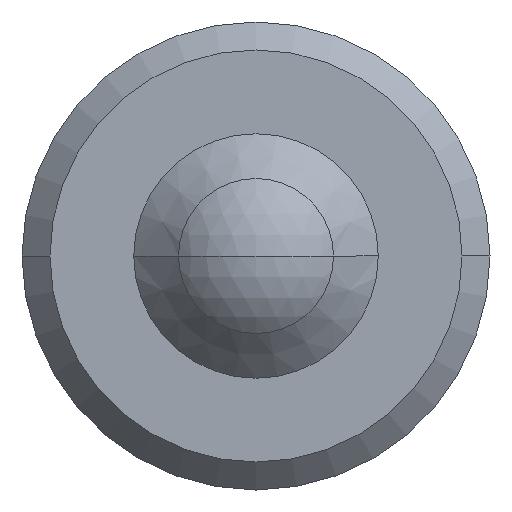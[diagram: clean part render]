
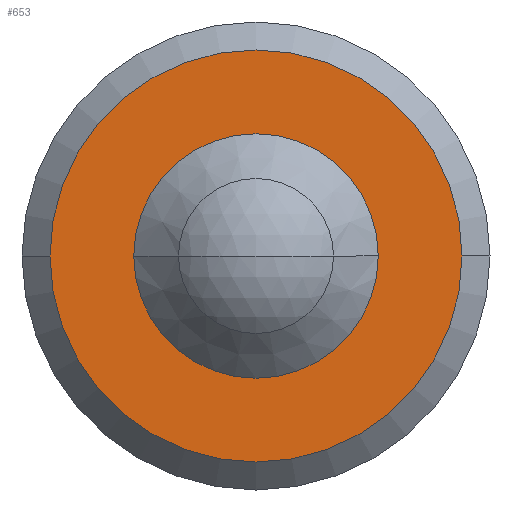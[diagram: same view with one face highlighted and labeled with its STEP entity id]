
A CAD part, front view. The second image highlights one B-rep face of the part: STEP entity #653.
In plain terms, the highlighted planar face has unit normal (0, -1, 0).
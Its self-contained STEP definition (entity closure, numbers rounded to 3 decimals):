
#6 = EDGE_CURVE ( 'NONE', #297, #280, #838, .T. ) ;
#41 = DIRECTION ( 'NONE',  ( 0., 1., 0. ) ) ;
#42 = DIRECTION ( 'NONE',  ( -1., 0., 0. ) ) ;
#57 = CARTESIAN_POINT ( 'NONE',  ( 0., 4.05, 0. ) ) ;
#76 = DIRECTION ( 'NONE',  ( 0., 1., 0. ) ) ;
#78 = CARTESIAN_POINT ( 'NONE',  ( 0., 4.05, 0. ) ) ;
#79 = CARTESIAN_POINT ( 'NONE',  ( 0., 4.05, 0. ) ) ;
#80 = DIRECTION ( 'NONE',  ( -1., 0., 0. ) ) ;
#101 = DIRECTION ( 'NONE',  ( 0., -1., 0. ) ) ;
#107 = DIRECTION ( 'NONE',  ( -1., 0., 0. ) ) ;
#280 = VERTEX_POINT ( 'NONE', #558 ) ;
#287 = VERTEX_POINT ( 'NONE', #514 ) ;
#297 = VERTEX_POINT ( 'NONE', #528 ) ;
#305 = EDGE_LOOP ( 'NONE', ( #461, #415 ) ) ;
#318 = EDGE_LOOP ( 'NONE', ( #365, #451 ) ) ;
#322 = VERTEX_POINT ( 'NONE', #574 ) ;
#365 = ORIENTED_EDGE ( 'NONE', *, *, #963, .T. ) ;
#415 = ORIENTED_EDGE ( 'NONE', *, *, #885, .T. ) ;
#451 = ORIENTED_EDGE ( 'NONE', *, *, #880, .T. ) ;
#461 = ORIENTED_EDGE ( 'NONE', *, *, #6, .T. ) ;
#470 = CARTESIAN_POINT ( 'NONE',  ( 0., 4.05, 0. ) ) ;
#484 = DIRECTION ( 'NONE',  ( -1., 0., 0. ) ) ;
#490 = DIRECTION ( 'NONE',  ( 0., -1., 0. ) ) ;
#514 = CARTESIAN_POINT ( 'NONE',  ( 1.65, 4.05, 0. ) ) ;
#528 = CARTESIAN_POINT ( 'NONE',  ( -2.95, 4.05, 0. ) ) ;
#558 = CARTESIAN_POINT ( 'NONE',  ( 2.95, 4.05, 0. ) ) ;
#574 = CARTESIAN_POINT ( 'NONE',  ( -1.65, 4.05, 0. ) ) ;
#653 = ADVANCED_FACE ( 'NONE', ( #697, #703 ), #690, .F. ) ;
#690 = PLANE ( 'NONE',  #780 ) ;
#697 = FACE_OUTER_BOUND ( 'NONE', #305, .T. ) ;
#703 = FACE_BOUND ( 'NONE', #318, .T. ) ;
#720 = DIRECTION ( 'NONE',  ( 0., 1., 0. ) ) ;
#723 = DIRECTION ( 'NONE',  ( -1., 0., 0. ) ) ;
#725 = CARTESIAN_POINT ( 'NONE',  ( 3.35, 4.05, 0. ) ) ;
#755 = CIRCLE ( 'NONE', #787, 1.65 ) ;
#775 = AXIS2_PLACEMENT_3D ( 'NONE', #79, #101, #80 ) ;
#780 = AXIS2_PLACEMENT_3D ( 'NONE', #725, #720, #723 ) ;
#787 = AXIS2_PLACEMENT_3D ( 'NONE', #57, #41, #42 ) ;
#790 = CIRCLE ( 'NONE', #775, 2.95 ) ;
#818 = AXIS2_PLACEMENT_3D ( 'NONE', #470, #490, #484 ) ;
#838 = CIRCLE ( 'NONE', #818, 2.95 ) ;
#880 = EDGE_CURVE ( 'NONE', #287, #322, #755, .T. ) ;
#885 = EDGE_CURVE ( 'NONE', #280, #297, #790, .T. ) ;
#909 = AXIS2_PLACEMENT_3D ( 'NONE', #78, #76, #107 ) ;
#949 = CIRCLE ( 'NONE', #909, 1.65 ) ;
#963 = EDGE_CURVE ( 'NONE', #322, #287, #949, .T. ) ;
